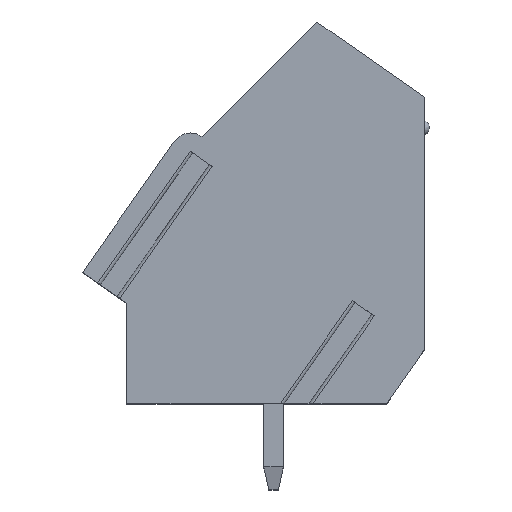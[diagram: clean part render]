
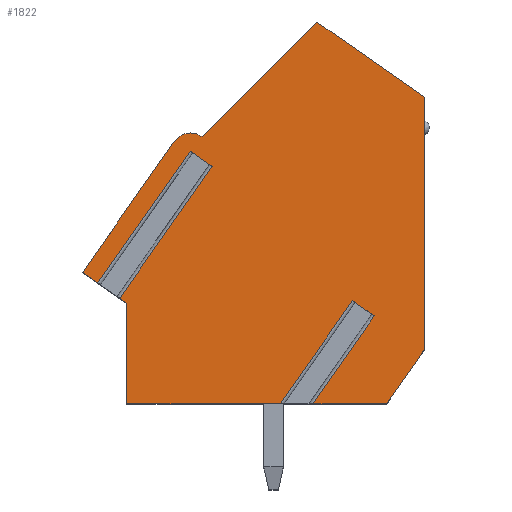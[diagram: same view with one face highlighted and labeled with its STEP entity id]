
A CAD part, top view. The second image highlights one B-rep face of the part: STEP entity #1822.
In plain terms, the highlighted planar face has unit normal (0, 0, 1).
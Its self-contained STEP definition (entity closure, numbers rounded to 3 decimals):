
#14=DIRECTION('',(-0.819,0.574,0.));
#15=VECTOR('',#14,1.085);
#16=CARTESIAN_POINT('',(4.498,-3.239,7.62));
#17=LINE('',#16,#15);
#18=DIRECTION('',(-0.574,-0.819,0.));
#19=VECTOR('',#18,5.115);
#20=CARTESIAN_POINT('',(3.61,-2.616,7.62));
#21=LINE('',#20,#19);
#22=DIRECTION('',(1.,0.,0.));
#23=VECTOR('',#22,6.246);
#24=CARTESIAN_POINT('',(-5.57,-6.807,7.62));
#25=LINE('',#24,#23);
#26=DIRECTION('',(0.,-1.,0.));
#27=VECTOR('',#26,4.087);
#28=CARTESIAN_POINT('',(-5.57,-2.72,7.62));
#29=LINE('',#28,#27);
#30=DIRECTION('',(0.819,-0.574,0.));
#31=VECTOR('',#30,0.355);
#32=CARTESIAN_POINT('',(-5.861,-2.516,7.62));
#33=LINE('',#32,#31);
#34=DIRECTION('',(-0.574,-0.819,0.));
#35=VECTOR('',#34,6.55);
#36=CARTESIAN_POINT('',(-2.104,2.849,7.62));
#37=LINE('',#36,#35);
#38=DIRECTION('',(-0.819,0.574,0.));
#39=VECTOR('',#38,1.085);
#40=CARTESIAN_POINT('',(-2.104,2.849,7.62));
#41=LINE('',#40,#39);
#42=DIRECTION('',(-0.574,-0.819,0.));
#43=VECTOR('',#42,6.55);
#44=CARTESIAN_POINT('',(-2.993,3.471,7.62));
#45=LINE('',#44,#43);
#46=DIRECTION('',(0.819,-0.574,0.));
#47=VECTOR('',#46,0.757);
#48=CARTESIAN_POINT('',(-7.37,-1.46,7.62));
#49=LINE('',#48,#47);
#50=DIRECTION('',(-0.574,-0.819,0.));
#51=VECTOR('',#50,6.486);
#52=CARTESIAN_POINT('',(-3.65,3.853,7.62));
#53=LINE('',#52,#51);
#54=CARTESIAN_POINT('',(-2.986,3.406,7.62));
#55=DIRECTION('',(0.,0.,1.));
#56=DIRECTION('',(0.598,0.802,0.));
#57=AXIS2_PLACEMENT_3D('',#54,#55,#56);
#59=DIRECTION('',(-0.707,-0.707,0.));
#60=VECTOR('',#59,6.609);
#61=CARTESIAN_POINT('',(2.165,8.721,7.62));
#62=LINE('',#61,#60);
#63=DIRECTION('',(-0.819,0.574,0.));
#64=VECTOR('',#63,5.329);
#65=CARTESIAN_POINT('',(6.53,5.664,7.62));
#66=LINE('',#65,#64);
#67=DIRECTION('',(0.,1.,0.));
#68=VECTOR('',#67,10.286);
#69=CARTESIAN_POINT('',(6.53,-4.622,7.62));
#70=LINE('',#69,#68);
#71=DIRECTION('',(0.574,0.819,0.));
#72=VECTOR('',#71,2.667);
#73=CARTESIAN_POINT('',(5.,-6.807,7.62));
#74=LINE('',#73,#72);
#75=DIRECTION('',(1.,0.,0.));
#76=VECTOR('',#75,3.);
#77=CARTESIAN_POINT('',(2.,-6.807,7.62));
#78=LINE('',#77,#76);
#79=DIRECTION('',(-0.574,-0.819,0.));
#80=VECTOR('',#79,4.355);
#81=CARTESIAN_POINT('',(4.498,-3.239,7.62));
#82=LINE('',#81,#80);
#1396=CARTESIAN_POINT('',(-2.508,4.048,7.62));
#1397=CARTESIAN_POINT('',(-3.65,3.853,7.62));
#1398=VERTEX_POINT('',#1396);
#1399=VERTEX_POINT('',#1397);
#1400=CARTESIAN_POINT('',(-7.37,-1.46,7.62));
#1401=VERTEX_POINT('',#1400);
#1402=CARTESIAN_POINT('',(-5.57,-2.72,7.62));
#1403=CARTESIAN_POINT('',(-5.57,-6.807,7.62));
#1404=VERTEX_POINT('',#1402);
#1405=VERTEX_POINT('',#1403);
#1406=CARTESIAN_POINT('',(5.,-6.807,7.62));
#1407=CARTESIAN_POINT('',(6.53,-4.622,7.62));
#1408=VERTEX_POINT('',#1406);
#1409=VERTEX_POINT('',#1407);
#1410=CARTESIAN_POINT('',(6.53,5.664,7.62));
#1411=VERTEX_POINT('',#1410);
#1412=CARTESIAN_POINT('',(2.165,8.721,7.62));
#1413=VERTEX_POINT('',#1412);
#1548=CARTESIAN_POINT('',(-2.104,2.849,7.62));
#1549=CARTESIAN_POINT('',(-2.993,3.471,7.62));
#1550=VERTEX_POINT('',#1548);
#1551=VERTEX_POINT('',#1549);
#1552=CARTESIAN_POINT('',(-5.861,-2.516,
7.62));
#1553=VERTEX_POINT('',#1552);
#1554=CARTESIAN_POINT('',(-6.75,-1.894,
7.62));
#1555=VERTEX_POINT('',#1554);
#1603=CARTESIAN_POINT('',(4.498,-3.239,7.62));
#1604=CARTESIAN_POINT('',(3.61,-2.616,7.62));
#1605=VERTEX_POINT('',#1603);
#1606=VERTEX_POINT('',#1604);
#1607=CARTESIAN_POINT('',(2.,-6.807,7.62));
#1608=VERTEX_POINT('',#1607);
#1609=CARTESIAN_POINT('',(0.676,-6.807,7.62));
#1610=VERTEX_POINT('',#1609);
#1781=CARTESIAN_POINT('',(0.,0.,7.62));
#1782=DIRECTION('',(0.,0.,1.));
#1783=DIRECTION('',(1.,0.,0.));
#1784=AXIS2_PLACEMENT_3D('',#1781,#1782,#1783);
#1785=PLANE('',#1784);
#1787=ORIENTED_EDGE('',*,*,#1786,.T.);
#1789=ORIENTED_EDGE('',*,*,#1788,.T.);
#1791=ORIENTED_EDGE('',*,*,#1790,.F.);
#1793=ORIENTED_EDGE('',*,*,#1792,.F.);
#1795=ORIENTED_EDGE('',*,*,#1794,.F.);
#1797=ORIENTED_EDGE('',*,*,#1796,.F.);
#1799=ORIENTED_EDGE('',*,*,#1798,.T.);
#1801=ORIENTED_EDGE('',*,*,#1800,.T.);
#1803=ORIENTED_EDGE('',*,*,#1802,.F.);
#1805=ORIENTED_EDGE('',*,*,#1804,.F.);
#1807=ORIENTED_EDGE('',*,*,#1806,.F.);
#1809=ORIENTED_EDGE('',*,*,#1808,.F.);
#1811=ORIENTED_EDGE('',*,*,#1810,.F.);
#1813=ORIENTED_EDGE('',*,*,#1812,.F.);
#1815=ORIENTED_EDGE('',*,*,#1814,.F.);
#1817=ORIENTED_EDGE('',*,*,#1816,.F.);
#1819=ORIENTED_EDGE('',*,*,#1818,.F.);
#1820=EDGE_LOOP('',(#1787,#1789,#1791,#1793,#1795,#1797,#1799,#1801,#1803,#1805,
#1807,#1809,#1811,#1813,#1815,#1817,#1819));
#1821=FACE_OUTER_BOUND('',#1820,.F.);
#58=CIRCLE('',#57,0.8);
#1786=EDGE_CURVE('',#1605,#1606,#17,.T.);
#1788=EDGE_CURVE('',#1606,#1610,#21,.T.);
#1790=EDGE_CURVE('',#1405,#1610,#25,.T.);
#1792=EDGE_CURVE('',#1404,#1405,#29,.T.);
#1794=EDGE_CURVE('',#1553,#1404,#33,.T.);
#1796=EDGE_CURVE('',#1550,#1553,#37,.T.);
#1798=EDGE_CURVE('',#1550,#1551,#41,.T.);
#1800=EDGE_CURVE('',#1551,#1555,#45,.T.);
#1802=EDGE_CURVE('',#1401,#1555,#49,.T.);
#1804=EDGE_CURVE('',#1399,#1401,#53,.T.);
#1806=EDGE_CURVE('',#1398,#1399,#58,.T.);
#1808=EDGE_CURVE('',#1413,#1398,#62,.T.);
#1810=EDGE_CURVE('',#1411,#1413,#66,.T.);
#1812=EDGE_CURVE('',#1409,#1411,#70,.T.);
#1814=EDGE_CURVE('',#1408,#1409,#74,.T.);
#1816=EDGE_CURVE('',#1608,#1408,#78,.T.);
#1818=EDGE_CURVE('',#1605,#1608,#82,.T.);
#1822=ADVANCED_FACE('',(#1821),#1785,.T.);
